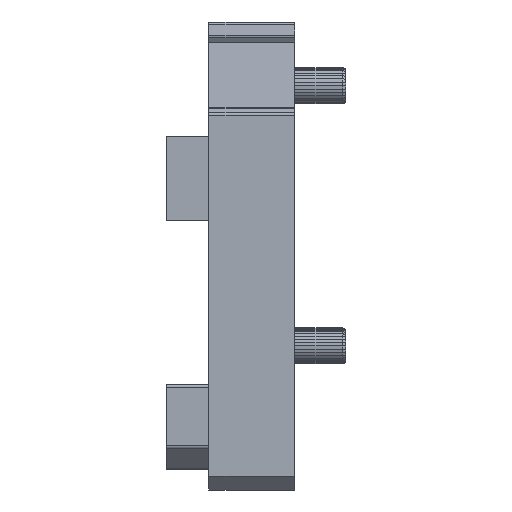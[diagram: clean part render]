
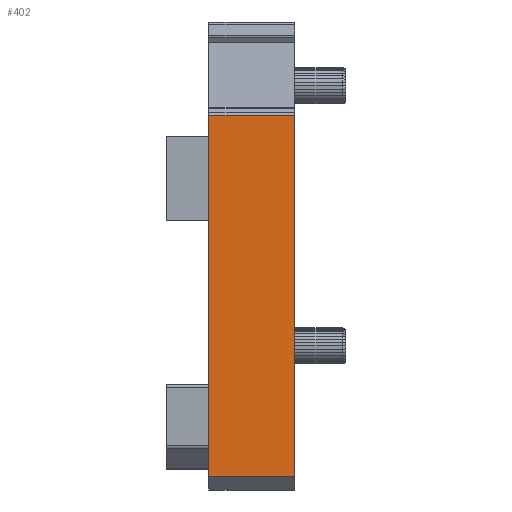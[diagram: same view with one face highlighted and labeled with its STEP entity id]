
A CAD part, left-side view. The second image highlights one B-rep face of the part: STEP entity #402.
In plain terms, the highlighted planar face has unit normal (-1, 0, 0).
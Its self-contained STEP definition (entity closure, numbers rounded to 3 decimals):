
#402 = ADVANCED_FACE( '', ( #1109 ), #1110, .F. );
#1109 = FACE_OUTER_BOUND( '', #2130, .T. );
#1110 = PLANE( '', #2131 );
#2130 = EDGE_LOOP( '', ( #3255, #3256, #3257, #3258 ) );
#2131 = AXIS2_PLACEMENT_3D( '', #3259, #3260, #3261 );
#3255 = ORIENTED_EDGE( '', *, *, #6251, .T. );
#3256 = ORIENTED_EDGE( '', *, *, #6252, .F. );
#3257 = ORIENTED_EDGE( '', *, *, #6253, .F. );
#3258 = ORIENTED_EDGE( '', *, *, #6254, .T. );
#3259 = CARTESIAN_POINT( '', ( -17.5, 5., 0.65 ) );
#3260 = DIRECTION( '', ( 1., 0., 0. ) );
#3261 = DIRECTION( '', ( 0., 0., -1. ) );
#6251 = EDGE_CURVE( '', #7533, #7534, #7535, .T. );
#6252 = EDGE_CURVE( '', #7536, #7534, #7537, .T. );
#6253 = EDGE_CURVE( '', #7538, #7536, #7539, .T. );
#6254 = EDGE_CURVE( '', #7538, #7533, #7540, .T. );
#7533 = VERTEX_POINT( '', #9343 );
#7534 = VERTEX_POINT( '', #9344 );
#7535 = LINE( '', #9345, #9346 );
#7536 = VERTEX_POINT( '', #9347 );
#7537 = LINE( '', #9348, #9349 );
#7538 = VERTEX_POINT( '', #9350 );
#7539 = LINE( '', #9351, #9352 );
#7540 = LINE( '', #9353, #9354 );
#9343 = CARTESIAN_POINT( '', ( -17.5, 0., -12.85 ) );
#9344 = CARTESIAN_POINT( '', ( -17.5, 0., 8.218 ) );
#9345 = CARTESIAN_POINT( '', ( -17.5, 0., 0.65 ) );
#9346 = VECTOR( '', #11602, 1000. );
#9347 = CARTESIAN_POINT( '', ( -17.5, 5., 8.218 ) );
#9348 = CARTESIAN_POINT( '', ( -17.5, 5., 8.218 ) );
#9349 = VECTOR( '', #11603, 1000. );
#9350 = CARTESIAN_POINT( '', ( -17.5, 5., -12.85 ) );
#9351 = CARTESIAN_POINT( '', ( -17.5, 5., -12.85 ) );
#9352 = VECTOR( '', #11604, 1000. );
#9353 = CARTESIAN_POINT( '', ( -17.5, 5., -12.85 ) );
#9354 = VECTOR( '', #11605, 1000. );
#11602 = DIRECTION( '', ( 0., 0., 1. ) );
#11603 = DIRECTION( '', ( 0., -1., 0. ) );
#11604 = DIRECTION( '', ( 0., 0., 1. ) );
#11605 = DIRECTION( '', ( 0., -1., 0. ) );
